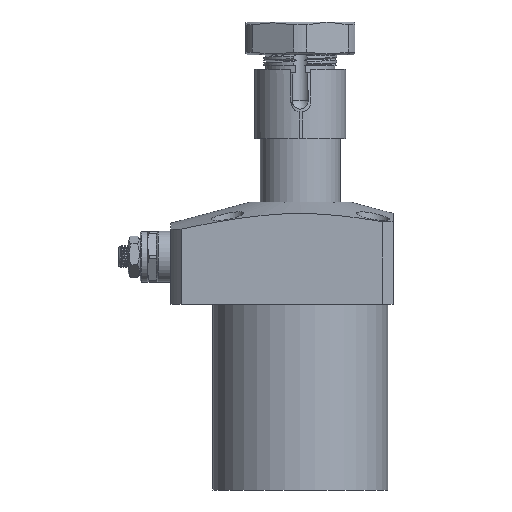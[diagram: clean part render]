
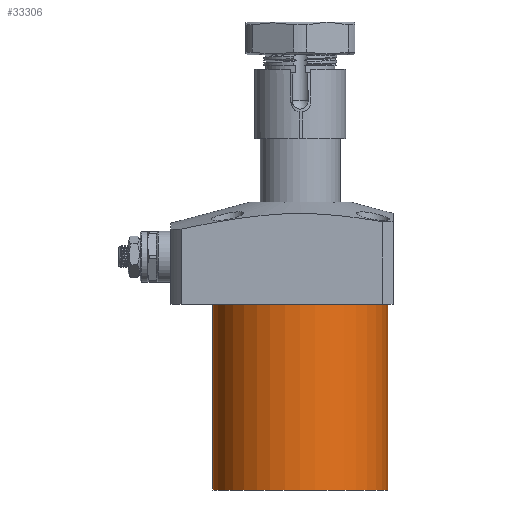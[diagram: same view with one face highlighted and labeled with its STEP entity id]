
A CAD part, front view. The second image highlights one B-rep face of the part: STEP entity #33306.
In plain terms, the highlighted cylindrical face has radius 24 mm (diameter 48 mm), a partial arc.
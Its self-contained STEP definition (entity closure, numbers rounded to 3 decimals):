
#886 = DIRECTION ( 'NONE',  ( -1., 0., 0. ) ) ;
#1720 = CARTESIAN_POINT ( 'NONE',  ( 0., 0., 0. ) ) ;
#1919 = VECTOR ( 'NONE', #20051, 1000. ) ;
#2706 = AXIS2_PLACEMENT_3D ( 'NONE', #19348, #28786, #886 ) ;
#4358 = EDGE_CURVE ( 'NONE', #17374, #21623, #10315, .T. ) ;
#5101 = AXIS2_PLACEMENT_3D ( 'NONE', #1720, #8224, #20904 ) ;
#6866 = DIRECTION ( 'NONE',  ( 1., 0., 0. ) ) ;
#8224 = DIRECTION ( 'NONE',  ( 0., 0., -1. ) ) ;
#10315 = LINE ( 'NONE', #16875, #1919 ) ;
#11909 = EDGE_CURVE ( 'NONE', #21623, #29653, #33804, .T. ) ;
#13240 = EDGE_LOOP ( 'NONE', ( #18483, #21346, #40302, #18597 ) ) ;
#13288 = EDGE_CURVE ( 'NONE', #21576, #29653, #15475, .T. ) ;
#13356 = EDGE_CURVE ( 'NONE', #17374, #21576, #19426, .T. ) ;
#15006 = VECTOR ( 'NONE', #25450, 1000. ) ;
#15475 = LINE ( 'NONE', #15914, #15006 ) ;
#15914 = CARTESIAN_POINT ( 'NONE',  ( -24., 0., -51. ) ) ;
#16875 = CARTESIAN_POINT ( 'NONE',  ( 24., 0., -51. ) ) ;
#17374 = VERTEX_POINT ( 'NONE', #18692 ) ;
#18483 = ORIENTED_EDGE ( 'NONE', *, *, #13288, .F. ) ;
#18597 = ORIENTED_EDGE ( 'NONE', *, *, #11909, .T. ) ;
#18692 = CARTESIAN_POINT ( 'NONE',  ( 24., 0., -51. ) ) ;
#19338 = CARTESIAN_POINT ( 'NONE',  ( -24., 0., -51. ) ) ;
#19348 = CARTESIAN_POINT ( 'NONE',  ( 0., 0., -51. ) ) ;
#19426 = CIRCLE ( 'NONE', #2706, 24. ) ;
#20051 = DIRECTION ( 'NONE',  ( 0., 0., 1. ) ) ;
#20131 = CARTESIAN_POINT ( 'NONE',  ( -24., 0., 0. ) ) ;
#20904 = DIRECTION ( 'NONE',  ( 1., 0., 0. ) ) ;
#21346 = ORIENTED_EDGE ( 'NONE', *, *, #13356, .F. ) ;
#21576 = VERTEX_POINT ( 'NONE', #19338 ) ;
#21623 = VERTEX_POINT ( 'NONE', #26272 ) ;
#22621 = CARTESIAN_POINT ( 'NONE',  ( 0., 0., -51. ) ) ;
#25450 = DIRECTION ( 'NONE',  ( 0., 0., 1. ) ) ;
#26272 = CARTESIAN_POINT ( 'NONE',  ( 24., 0., 0. ) ) ;
#27608 = CYLINDRICAL_SURFACE ( 'NONE', #27879, 24. ) ;
#27879 = AXIS2_PLACEMENT_3D ( 'NONE', #22621, #35750, #6866 ) ;
#28786 = DIRECTION ( 'NONE',  ( 0., 0., -1. ) ) ;
#29653 = VERTEX_POINT ( 'NONE', #20131 ) ;
#33306 = ADVANCED_FACE ( 'NONE', ( #39478 ), #27608, .T. ) ;
#33804 = CIRCLE ( 'NONE', #5101, 24. ) ;
#35750 = DIRECTION ( 'NONE',  ( 0., 0., 1. ) ) ;
#39478 = FACE_OUTER_BOUND ( 'NONE', #13240, .T. ) ;
#40302 = ORIENTED_EDGE ( 'NONE', *, *, #4358, .T. ) ;
